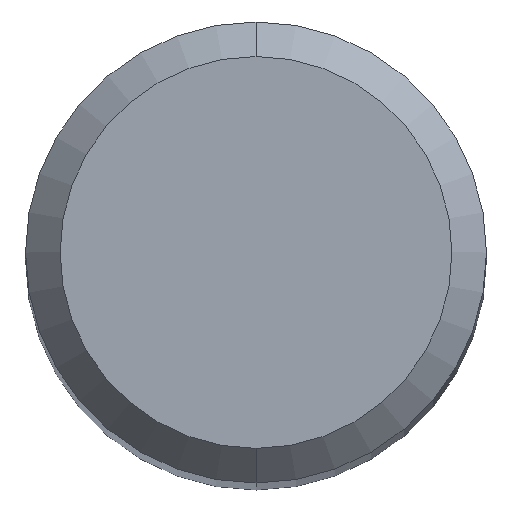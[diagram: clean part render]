
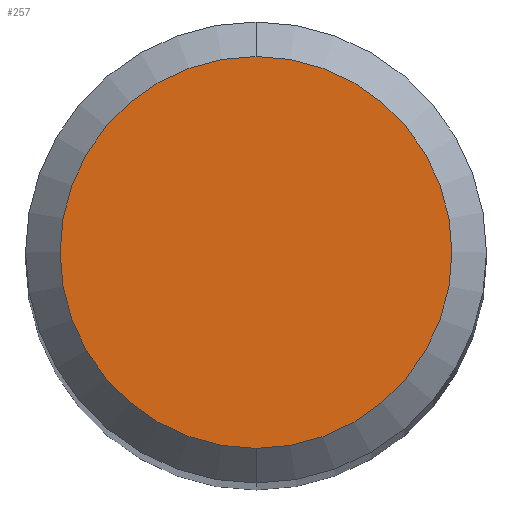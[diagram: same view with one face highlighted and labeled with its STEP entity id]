
A CAD part, top view. The second image highlights one B-rep face of the part: STEP entity #257.
In plain terms, the highlighted planar face has unit normal (0, 0, 1).
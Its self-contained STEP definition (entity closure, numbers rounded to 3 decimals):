
#257=ADVANCED_FACE('',(#691),#692,.T.);
#345=VERTEX_POINT('',#791);
#403=EDGE_CURVE('',#345,#581,#853,.T.);
#581=VERTEX_POINT('',#1048);
#605=EDGE_CURVE('',#581,#345,#1074,.T.);
#691=FACE_OUTER_BOUND('',#1170,.T.);
#692=PLANE('',#1171);
#791=CARTESIAN_POINT('',(0.0,1.7,0.0));
#853=CIRCLE('',#1419,1.7);
#1048=CARTESIAN_POINT('',(0.,-1.7,0.0));
#1074=CIRCLE('',#1782,1.7);
#1170=EDGE_LOOP('',(#1920,#1921));
#1171=AXIS2_PLACEMENT_3D('',#1922,#1923,#1924);
#1419=AXIS2_PLACEMENT_3D('',#2151,#2152,#2153);
#1782=AXIS2_PLACEMENT_3D('',#2465,#2466,#2467);
#1920=ORIENTED_EDGE('',*,*,#403,.F.);
#1921=ORIENTED_EDGE('',*,*,#605,.F.);
#1922=CARTESIAN_POINT('',(0.0,0.85,0.0));
#1923=DIRECTION('',(-0.0,0.0,1.0));
#1924=DIRECTION('',(0.0,-1.0,0.0));
#2151=CARTESIAN_POINT('',(0.0,0.0,0.0));
#2152=DIRECTION('',(0.0,0.0,-1.0));
#2153=DIRECTION('',(0.0,1.0,0.0));
#2465=CARTESIAN_POINT('',(0.0,0.0,0.0));
#2466=DIRECTION('',(0.0,0.0,-1.0));
#2467=DIRECTION('',(0.0,1.0,0.0));
